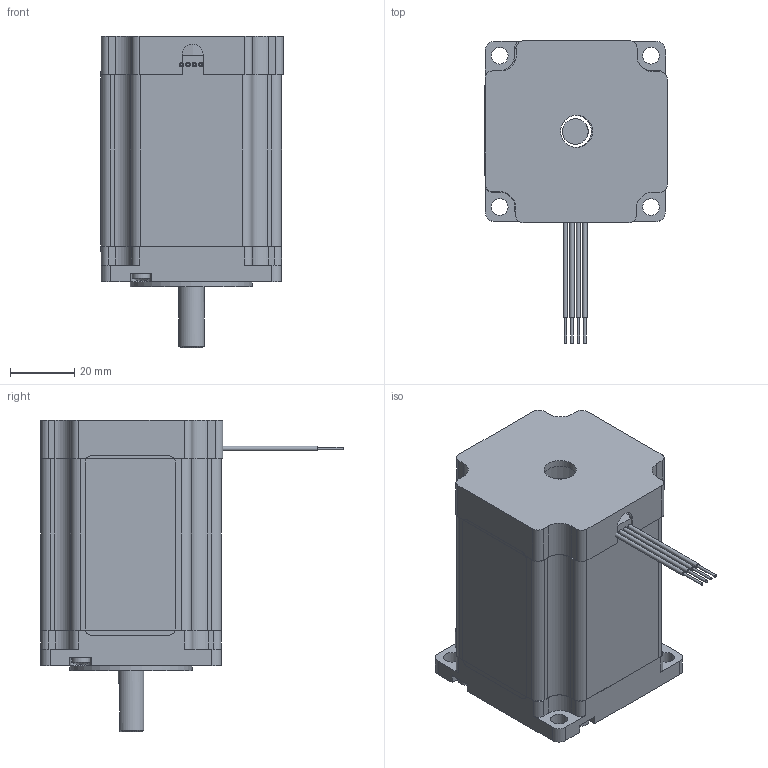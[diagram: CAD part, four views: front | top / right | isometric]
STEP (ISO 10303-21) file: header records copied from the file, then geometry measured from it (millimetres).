
FILE_DESCRIPTION(/* description */ (''),/* implementation_level */ '2;1');
FILE_NAME(/* name */ '23H2076-400-4AL.stp',/* time_stamp */ '2020-09-01T11:08:34+08:00',/* author */ ('dzp-qch5853'),/* organization */ (''),/* preprocessor_version */ 'ST-DEVELOPER v16.1',/* originating_system */ 'Autodesk Inventor 2016',/* authorisation */ '');
FILE_SCHEMA (('AUTOMOTIVE_DESIGN { 1 0 10303 214 3 1 1 }'));
Length unit declared in the file: millimetre
Products named in the file (6): 42厚57定子; 旭泉57后盖; 57旭泉前盖; 57螺钉; 57双厚标签; 部件1
Assembly tree (8 placements, depth 2):
  部件1
    42厚57定子
    旭泉57后盖
    57旭泉前盖
    57螺钉  x4
    57双厚标签
Bounding box: 56.82 x 94.2 x 97.1 mm (x, y, z)
Volume: 96131.8 mm3; surface area: 70096.1 mm2
Topology: 9 solids, 9 shells, 786 faces, 2205 edges, 1472 vertices
Faces by surface type: cylinder 433, plane 346, sphere 4, cone 3
Full cylindrical faces by diameter (mm): 0.8 x4, 1.4 x4, 3 x4, 3.1 x4, 3.3 x8, 5.2 x4, 5.6 x4, 8 x1, 10 x2, 22 x1, 28 x1, 34.82 x2, 35.5 x2, 38.1 x1, 48 x1, 50.34 x1, 52.39 x1
Entity records: 23696 total; most frequent: DIRECTION 4317, CARTESIAN_POINT 4114, ORIENTED_EDGE 3978, EDGE_CURVE 1989, AXIS2_PLACEMENT_3D 1601, VERTEX_POINT 1352, LINE 1115, VECTOR 1115
